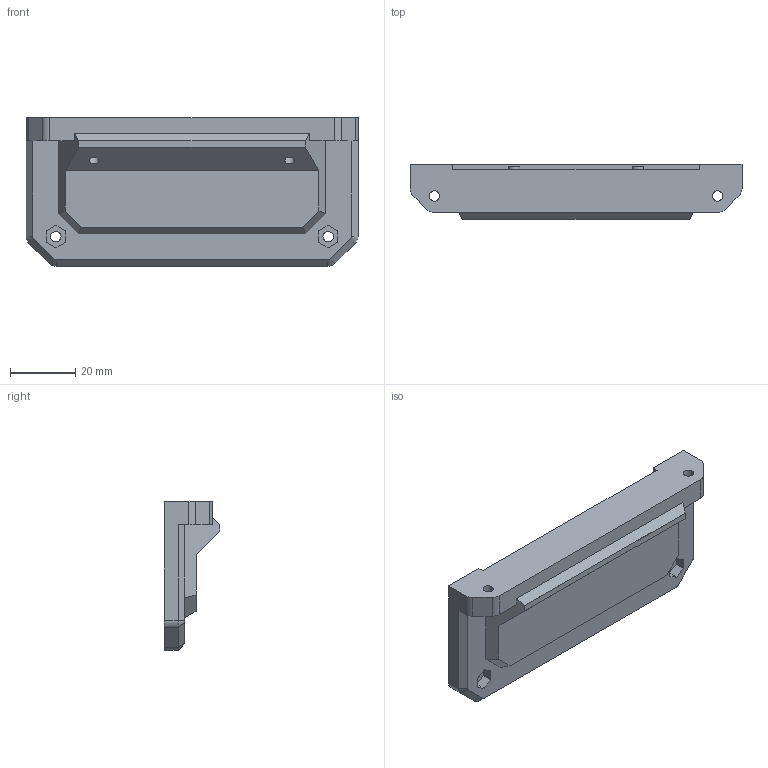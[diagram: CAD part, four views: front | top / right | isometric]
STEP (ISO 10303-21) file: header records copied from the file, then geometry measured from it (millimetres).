
FILE_DESCRIPTION(('FreeCAD Model'),'2;1');
FILE_NAME('2_orange_handle_bottom.stp','2021-01-19T21:42:00',('Author'),('' ),'Open CASCADE STEP processor 7.3','FreeCAD','Unknown');
FILE_SCHEMA(('AUTOMOTIVE_DESIGN { 1 0 10303 214 1 1 1 1 }'));
Length unit declared in the file: millimetre
Products named in the file (1): handle_2_color
Bounding box: 102 x 16.92 x 45.7 mm (x, y, z)
Volume: 30845.1 mm3; surface area: 13694.3 mm2
Topology: 1 solids, 1 shells, 103 faces, 266 edges, 172 vertices
Faces by surface type: bspline 67, revolution 36
Entity records: 7327 total; most frequent: CARTESIAN_POINT 2971, ORIENTED_EDGE 532, PCURVE 532, DEFINITIONAL_REPRESENTATION 532, B_SPLINE_CURVE_WITH_KNOTS 532, DIRECTION 412, EDGE_CURVE 266, SURFACE_CURVE 266
